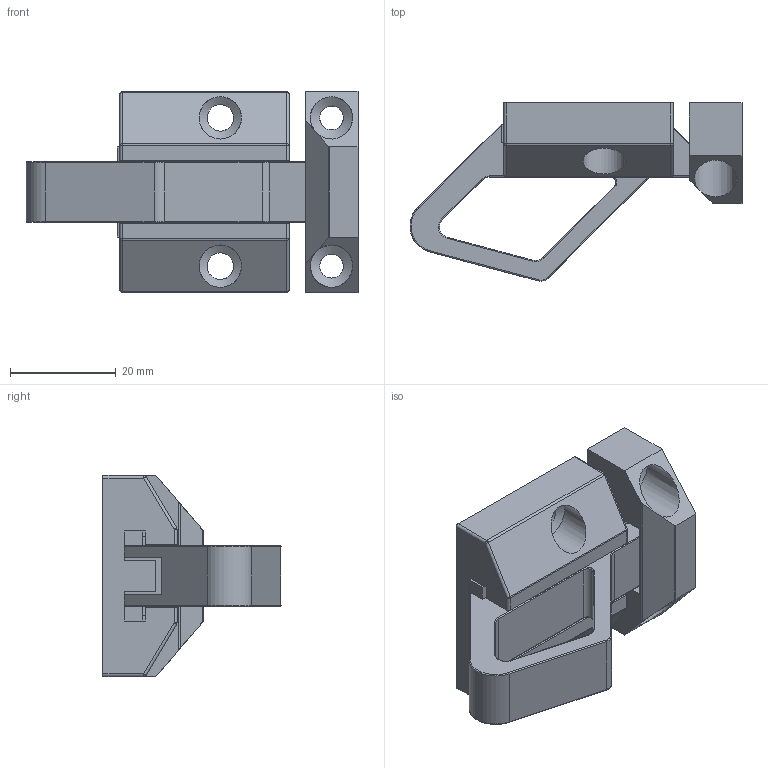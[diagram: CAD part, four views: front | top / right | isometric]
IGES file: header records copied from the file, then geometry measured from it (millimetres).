
Global section: file name: 620005.stp.iam; native system: Autodesk Inventor 2014; preprocessor: unknown; author: zeman; date: 20151016.110620; units: millimetre
Bounding box: 62.7 x 33.67 x 38 mm (x, y, z)
Volume: 17819.9 mm3; surface area: 13833 mm2
Topology: 3 solids, 3 shells, 204 faces, 537 edges, 326 vertices
Faces by surface type: plane 116, cylinder 45, revolution 33, sphere 10
Full cylindrical faces by diameter (mm): 7 x2
